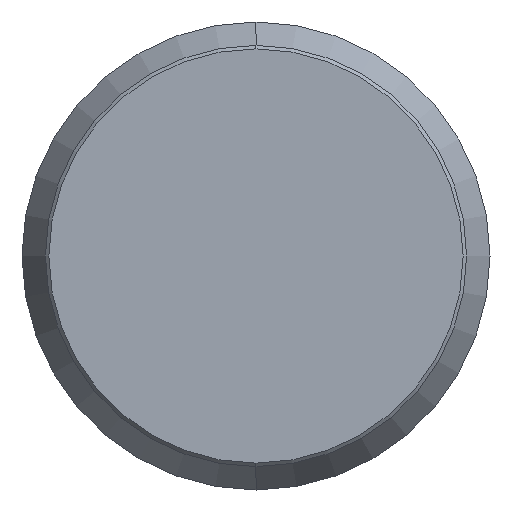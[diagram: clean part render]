
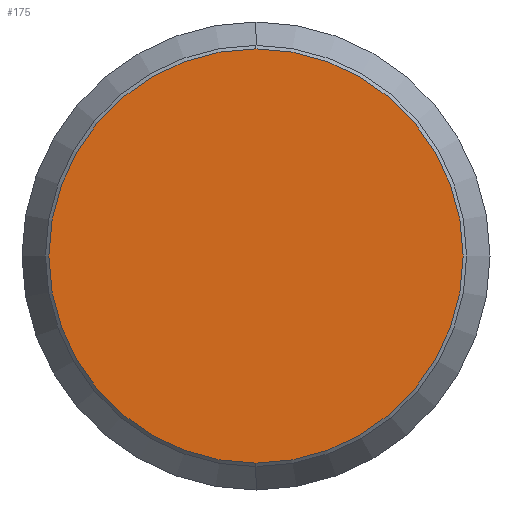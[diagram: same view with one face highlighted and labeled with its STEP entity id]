
A CAD part, left-side view. The second image highlights one B-rep face of the part: STEP entity #175.
In plain terms, the highlighted planar face has unit normal (-1, 0, 0).
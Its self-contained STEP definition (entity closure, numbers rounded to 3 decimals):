
#48 = AXIS2_PLACEMENT_3D ( 'NONE', #216, #140, #370 ) ;
#63 = AXIS2_PLACEMENT_3D ( 'NONE', #400, #109, #215 ) ;
#71 = AXIS2_PLACEMENT_3D ( 'NONE', #411, #225, #190 ) ;
#75 = VERTEX_POINT ( 'NONE', #312 ) ;
#109 = DIRECTION ( 'NONE',  ( -1., 0., 0. ) ) ;
#122 = EDGE_LOOP ( 'NONE', ( #479, #166 ) ) ;
#140 = DIRECTION ( 'NONE',  ( 1., 0., 0. ) ) ;
#149 = CIRCLE ( 'NONE', #71, 17.7 ) ;
#166 = ORIENTED_EDGE ( 'NONE', *, *, #210, .T. ) ;
#175 = ADVANCED_FACE ( 'NONE', ( #501 ), #445, .F. ) ;
#190 = DIRECTION ( 'NONE',  ( 0., 0., 1. ) ) ;
#210 = EDGE_CURVE ( 'NONE', #393, #75, #403, .T. ) ;
#215 = DIRECTION ( 'NONE',  ( 0., 0., 1. ) ) ;
#216 = CARTESIAN_POINT ( 'NONE',  ( 0., 0., 0. ) ) ;
#225 = DIRECTION ( 'NONE',  ( -1., 0., 0. ) ) ;
#235 = CARTESIAN_POINT ( 'NONE',  ( 0., 0., 17.7 ) ) ;
#291 = EDGE_CURVE ( 'NONE', #75, #393, #149, .T. ) ;
#312 = CARTESIAN_POINT ( 'NONE',  ( 0., 0., -17.7 ) ) ;
#370 = DIRECTION ( 'NONE',  ( 0., 0., -1. ) ) ;
#393 = VERTEX_POINT ( 'NONE', #235 ) ;
#400 = CARTESIAN_POINT ( 'NONE',  ( 0., 0., 0. ) ) ;
#403 = CIRCLE ( 'NONE', #63, 17.7 ) ;
#411 = CARTESIAN_POINT ( 'NONE',  ( 0., 0., 0. ) ) ;
#445 = PLANE ( 'NONE',  #48 ) ;
#479 = ORIENTED_EDGE ( 'NONE', *, *, #291, .T. ) ;
#501 = FACE_OUTER_BOUND ( 'NONE', #122, .T. ) ;
